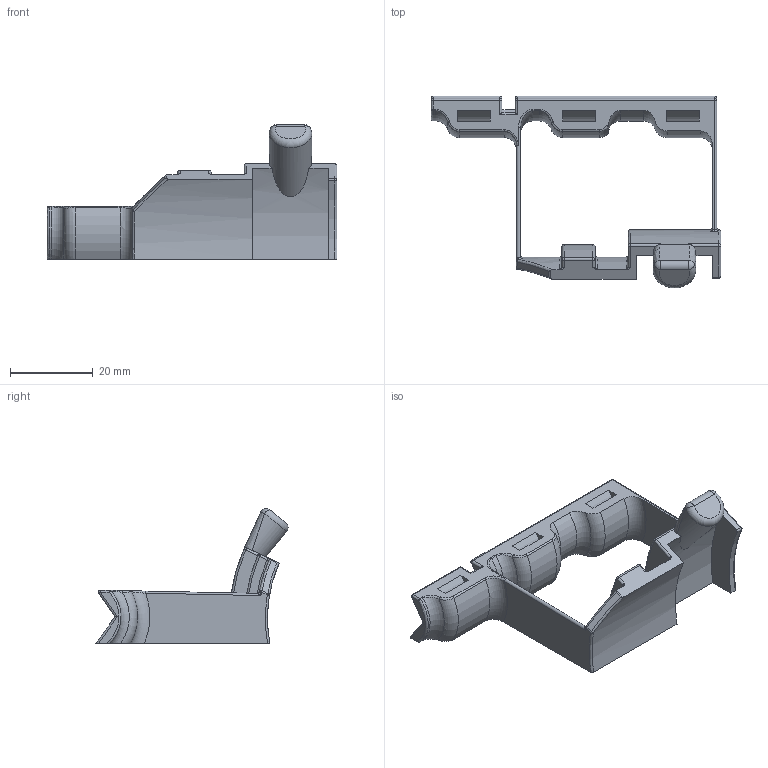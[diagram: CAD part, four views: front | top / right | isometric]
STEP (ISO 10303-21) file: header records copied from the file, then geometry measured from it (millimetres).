
FILE_DESCRIPTION(/* description */ (''),/* implementation_level */ '2;1');
FILE_NAME(/* name */ 'aza-drag-pen-mount.step',/* time_stamp */ '2023-03-28T10:50:46-07:00',/* author */ (''),/* organization */ (''),/* preprocessor_version */ 'ST-DEVELOPER v19.2',/* originating_system */ 'Autodesk Translation Framework v11.17.0.187',/* authorisation */ '');
FILE_SCHEMA (('AUTOMOTIVE_DESIGN { 1 0 10303 214 3 1 1 }'));
Length unit declared in the file: millimetre
Products named in the file (1): (export)aza-drag-pen-mount
Bounding box: 70 x 46.42 x 32.55 mm (x, y, z)
Volume: 9566.2 mm3; surface area: 8686.1 mm2
Topology: 1 solids, 1 shells, 155 faces, 385 edges, 230 vertices
Faces by surface type: cylinder 56, plane 30, bspline 27, torus 26, sphere 16
Entity records: 5748 total; most frequent: CARTESIAN_POINT 2148, ORIENTED_EDGE 768, DIRECTION 726, EDGE_CURVE 384, AXIS2_PLACEMENT_3D 296, VERTEX_POINT 230, EDGE_LOOP 162, FACE_OUTER_BOUND 155
